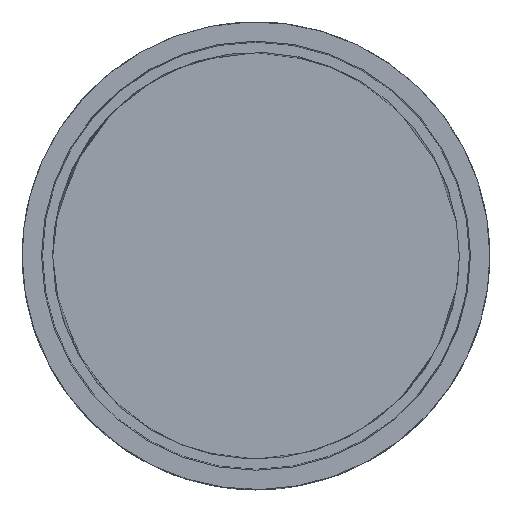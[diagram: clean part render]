
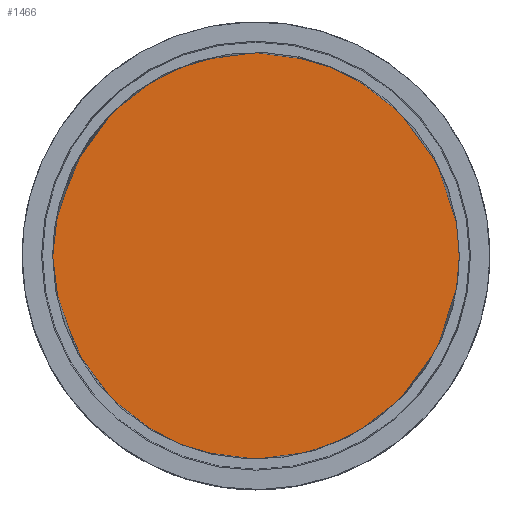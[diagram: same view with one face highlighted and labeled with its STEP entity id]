
A CAD part, top view. The second image highlights one B-rep face of the part: STEP entity #1466.
In plain terms, the highlighted planar face has unit normal (0, 0, 1).
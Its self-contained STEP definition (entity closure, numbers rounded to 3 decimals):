
#612 = DIRECTION ( 'NONE',  ( 1., 0., 0. ) ) ;
#1205 = EDGE_CURVE ( 'NONE', #5804, #13845, #10958, .T. ) ;
#1454 = ORIENTED_EDGE ( 'NONE', *, *, #9776, .T. ) ;
#1466 = ADVANCED_FACE ( 'NONE', ( #5925 ), #12149, .T. ) ;
#1536 = AXIS2_PLACEMENT_3D ( 'NONE', #11957, #17012, #15572 ) ;
#1891 = AXIS2_PLACEMENT_3D ( 'NONE', #8427, #3286, #612 ) ;
#2308 = CARTESIAN_POINT ( 'NONE',  ( 0., 0., 0. ) ) ;
#3286 = DIRECTION ( 'NONE',  ( 0., 0., 1. ) ) ;
#5368 = CIRCLE ( 'NONE', #1536, 1000. ) ;
#5804 = VERTEX_POINT ( 'NONE', #21401 ) ;
#5925 = FACE_OUTER_BOUND ( 'NONE', #18912, .T. ) ;
#8427 = CARTESIAN_POINT ( 'NONE',  ( 0., 0., 0. ) ) ;
#8983 = DIRECTION ( 'NONE',  ( 1., 0., 0. ) ) ;
#9534 = ORIENTED_EDGE ( 'NONE', *, *, #1205, .T. ) ;
#9776 = EDGE_CURVE ( 'NONE', #13845, #5804, #5368, .T. ) ;
#10521 = DIRECTION ( 'NONE',  ( 0., 0., 1. ) ) ;
#10958 = CIRCLE ( 'NONE', #1891, 1000. ) ;
#11957 = CARTESIAN_POINT ( 'NONE',  ( 0., 0., 0. ) ) ;
#12149 = PLANE ( 'NONE',  #14126 ) ;
#13845 = VERTEX_POINT ( 'NONE', #19659 ) ;
#14126 = AXIS2_PLACEMENT_3D ( 'NONE', #2308, #10521, #8983 ) ;
#15572 = DIRECTION ( 'NONE',  ( 1., 0., 0. ) ) ;
#17012 = DIRECTION ( 'NONE',  ( 0., 0., 1. ) ) ;
#18912 = EDGE_LOOP ( 'NONE', ( #9534, #1454 ) ) ;
#19659 = CARTESIAN_POINT ( 'NONE',  ( -1000., 0., 0. ) ) ;
#21401 = CARTESIAN_POINT ( 'NONE',  ( 1000., 0., 0. ) ) ;
